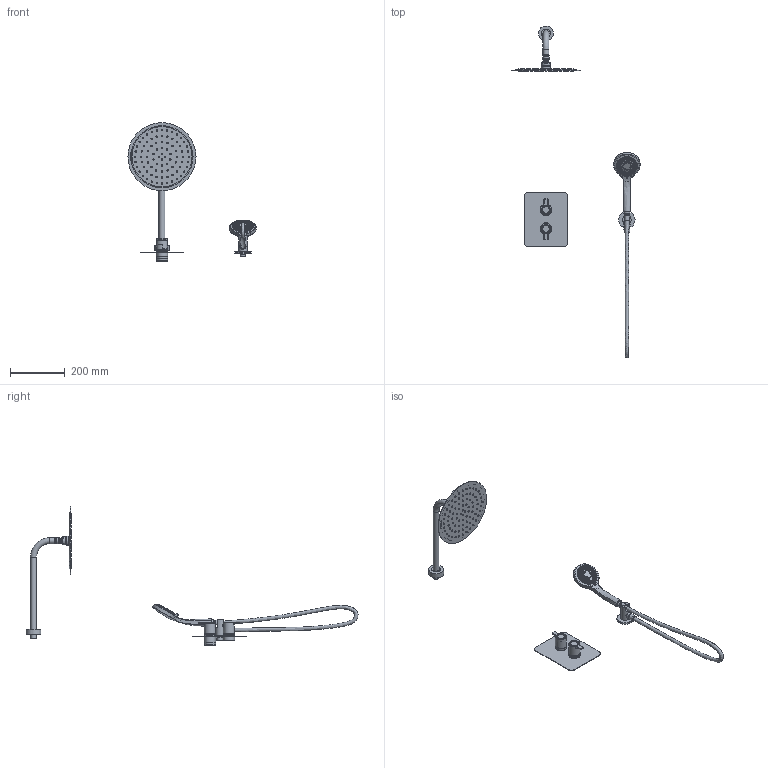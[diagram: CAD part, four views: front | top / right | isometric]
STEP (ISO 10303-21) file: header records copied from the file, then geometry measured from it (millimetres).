
FILE_DESCRIPTION (( 'STEP AP203' ), '1' );
FILE_NAME ('94DP02551.STEP', '2021-04-07T05:30:59', ( '' ), ( '' ), 'SwSTEP 2.0', 'SolidWorks 2018', '' );
FILE_SCHEMA (( 'CONFIG_CONTROL_DESIGN' ));
Length unit declared in the file: millimetre
Products named in the file (1): 94DP02551
Bounding box: 470.4 x 1218.36 x 508.8 mm (x, y, z)
Volume: 941461 mm3; surface area: 380866.6 mm2
Topology: 20 solids, 20 shells, 1233 faces, 2647 edges, 1760 vertices
Faces by surface type: plane 532, cylinder 507, torus 105, cone 42, bspline 41, sphere 6
Full cylindrical faces by diameter (mm): 1 x86, 2 x9, 3.1 x2, 3.3 x2, 4 x70, 4.15 x1, 4.65 x1, 5 x86, 6.2 x2, 9 x1, 9.8 x1, 10.1 x1, 10.5 x2, 11.6 x1, 12.8 x1, 13.4 x2, 14 x2, 15 x3, 18 x3, 18.1 x2, 18.5 x2, 18.632 x2, 18.7 x1, 19 x1, 20.6 x1, 21 x6, 22 x2, 22.7 x1, 23 x2, 23.3 x1
Entity records: 40192 total; most frequent: CARTESIAN_POINT 15831, DIRECTION 5253, ORIENTED_EDGE 3984, AXIS2_PLACEMENT_3D 2292, EDGE_LOOP 2031, EDGE_CURVE 1992, FACE_OUTER_BOUND 1657, VERTEX_POINT 1573
